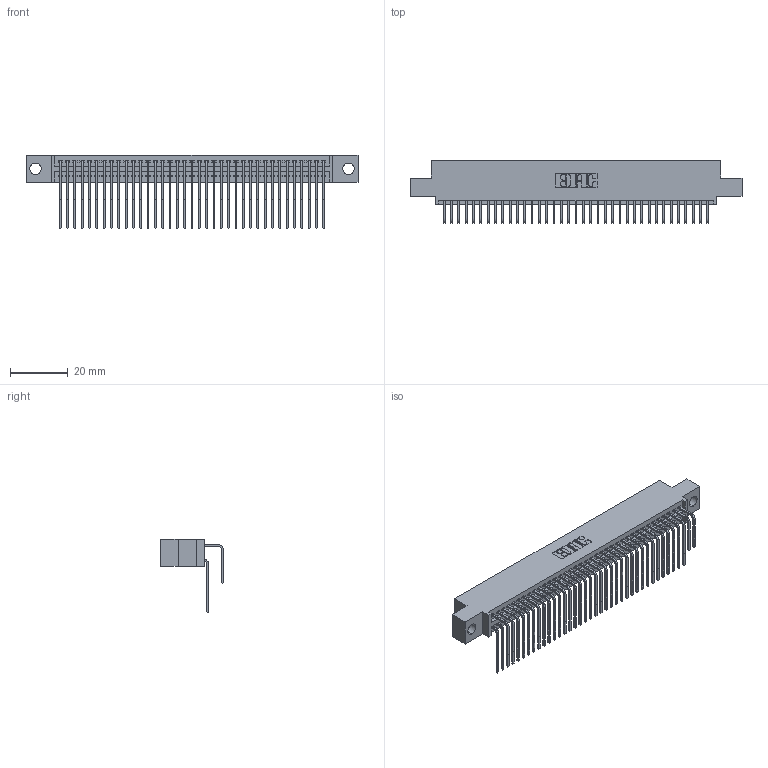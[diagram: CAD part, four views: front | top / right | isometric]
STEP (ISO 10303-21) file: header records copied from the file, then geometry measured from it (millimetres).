
FILE_DESCRIPTION (( 'STEP AP203' ), '1' );
FILE_NAME ('395-074-558-504.STEP', '2018-11-27T19:52:17', ( '' ), ( '' ), 'SwSTEP 2.0', 'SolidWorks 2016', '' );
FILE_SCHEMA (( 'CONFIG_CONTROL_DESIGN' ));
Length unit declared in the file: inch
Products named in the file (4): 395-074-558-504; 345 Part_0.110 Offset - 0.156 Dia-TH; 345-292-001_558 559 Tail - 1; 345-292-001_558 Tail - 2
Assembly tree (75 placements, depth 2):
  395-074-558-504
    345 Part_0.110 Offset - 0.156 Dia-TH
    345-292-001_558 559 Tail - 1  x37
    345-292-001_558 Tail - 2  x37
Bounding box: 115.19 x 21.83 x 25.53 mm (x, y, z)
Volume: 11408.8 mm3; surface area: 18682.7 mm2
Topology: 75 solids, 75 shells, 3978 faces, 11823 edges, 7782 vertices
Faces by surface type: plane 2674, cylinder 1304
Entity records: 31491 total; most frequent: CARTESIAN_POINT 5331, ORIENTED_EDGE 5214, DIRECTION 4679, EDGE_CURVE 2607, VECTOR 2287, LINE 2287, VERTEX_POINT 1734, AXIS2_PLACEMENT_3D 1196
